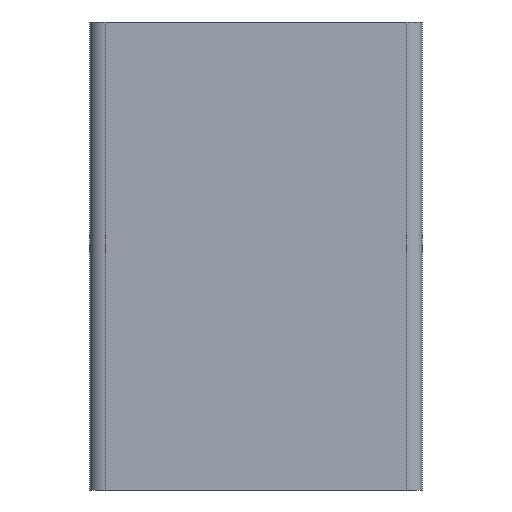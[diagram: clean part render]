
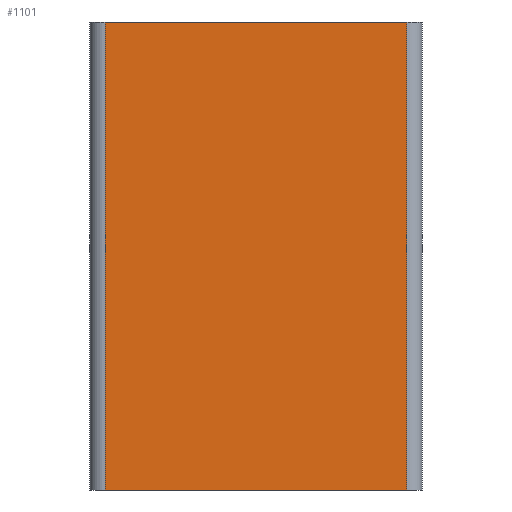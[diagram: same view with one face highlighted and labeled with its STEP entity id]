
A CAD part, front view. The second image highlights one B-rep face of the part: STEP entity #1101.
In plain terms, the highlighted planar face has unit normal (0, -1, 0).
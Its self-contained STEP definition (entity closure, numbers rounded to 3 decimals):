
#255=PLANE('',#1211);
#295=FACE_OUTER_BOUND('',#347,.T.);
#347=EDGE_LOOP('',(#1024,#1025,#1026,#1027));
#376=LINE('',#1657,#456);
#404=LINE('',#1750,#484);
#427=LINE('',#1802,#507);
#429=LINE('',#1805,#509);
#456=VECTOR('',#1339,10.);
#484=VECTOR('',#1429,10.);
#507=VECTOR('',#1488,10.);
#509=VECTOR('',#1492,10.);
#613=VERTEX_POINT('',#1654);
#614=VERTEX_POINT('',#1656);
#647=VERTEX_POINT('',#1747);
#648=VERTEX_POINT('',#1749);
#707=EDGE_CURVE('',#613,#614,#376,.T.);
#756=EDGE_CURVE('',#648,#647,#404,.T.);
#783=EDGE_CURVE('',#614,#647,#427,.T.);
#785=EDGE_CURVE('',#648,#613,#429,.T.);
#1024=ORIENTED_EDGE('',*,*,#783,.F.);
#1025=ORIENTED_EDGE('',*,*,#707,.F.);
#1026=ORIENTED_EDGE('',*,*,#785,.F.);
#1027=ORIENTED_EDGE('',*,*,#756,.T.);
#1101=ADVANCED_FACE('',(#295),#255,.T.);
#1211=AXIS2_PLACEMENT_3D('',#1804,#1490,#1491);
#1339=DIRECTION('',(1.,0.,0.));
#1429=DIRECTION('',(1.,0.,0.));
#1488=DIRECTION('',(0.,0.,-1.));
#1490=DIRECTION('center_axis',(0.,-1.,0.));
#1491=DIRECTION('ref_axis',(1.,0.,0.));
#1492=DIRECTION('',(0.,0.,1.));
#1654=CARTESIAN_POINT('',(-32.25,-13.25,100.));
#1656=CARTESIAN_POINT('',(32.25,-13.25,100.));
#1657=CARTESIAN_POINT('',(-35.5,-13.25,100.));
#1747=CARTESIAN_POINT('',(32.25,-13.25,0.));
#1749=CARTESIAN_POINT('',(-32.25,-13.25,0.));
#1750=CARTESIAN_POINT('',(-35.5,-13.25,0.));
#1802=CARTESIAN_POINT('',(32.25,-13.25,0.));
#1804=CARTESIAN_POINT('Origin',(-35.5,-13.25,0.));
#1805=CARTESIAN_POINT('',(-32.25,-13.25,0.));
